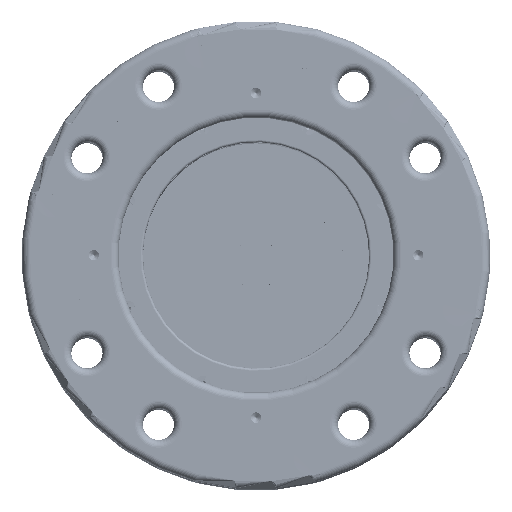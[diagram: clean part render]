
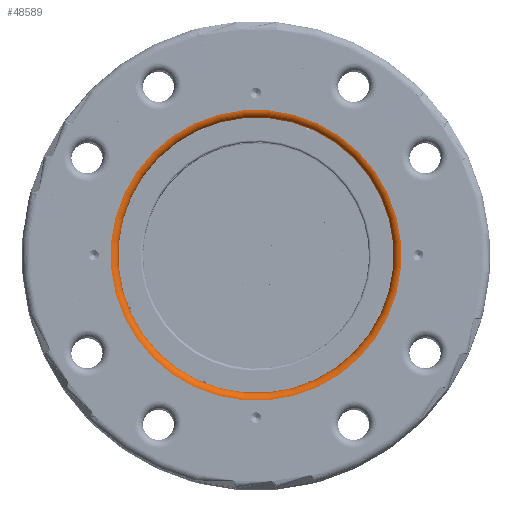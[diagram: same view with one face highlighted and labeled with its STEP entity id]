
A CAD part, top view. The second image highlights one B-rep face of the part: STEP entity #48589.
In plain terms, the highlighted toroidal (fillet/blend) face has major radius 59.175 mm and minor radius 3.175 mm.
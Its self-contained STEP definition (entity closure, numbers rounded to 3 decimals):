
#2478=TOROIDAL_SURFACE('',#51657,59.175,3.175);
#3764=CIRCLE('',#51604,59.175);
#3797=CIRCLE('',#51639,59.175);
#3808=CIRCLE('',#51658,3.175);
#4630=FACE_OUTER_BOUND('',#7253,.T.);
#7253=EDGE_LOOP('',(#35475,#35476,#35477,#35478));
#22808=VERTEX_POINT('',#70047);
#22840=VERTEX_POINT('',#70114);
#27718=EDGE_CURVE('',#22808,#22808,#3764,.T.);
#27751=EDGE_CURVE('',#22840,#22840,#3797,.T.);
#27762=EDGE_CURVE('',#22808,#22840,#3808,.T.);
#35475=ORIENTED_EDGE('',*,*,#27718,.T.);
#35476=ORIENTED_EDGE('',*,*,#27762,.T.);
#35477=ORIENTED_EDGE('',*,*,#27751,.T.);
#35478=ORIENTED_EDGE('',*,*,#27762,.F.);
#48589=ADVANCED_FACE('',(#4630),#2478,.T.);
#51604=AXIS2_PLACEMENT_3D('',#70048,#55988,#55989);
#51639=AXIS2_PLACEMENT_3D('',#70115,#56058,#56059);
#51657=AXIS2_PLACEMENT_3D('',#70136,#56094,#56095);
#51658=AXIS2_PLACEMENT_3D('',#70137,#56096,#56097);
#55988=DIRECTION('center_axis',(0.,0.,
1.));
#55989=DIRECTION('ref_axis',(0.814,-0.581,0.));
#56058=DIRECTION('center_axis',(0.,0.,-1.));
#56059=DIRECTION('ref_axis',(0.814,0.581,0.));
#56094=DIRECTION('center_axis',(0.,0.,
-1.));
#56095=DIRECTION('ref_axis',(-1.,0.,0.));
#56096=DIRECTION('center_axis',(0.,-1.,0.));
#56097=DIRECTION('ref_axis',(1.,0.,0.));
#70047=CARTESIAN_POINT('',(59.175,0.,6.35));
#70048=CARTESIAN_POINT('Origin',(0.,0.,
6.35));
#70114=CARTESIAN_POINT('',(59.175,0.,0.));
#70115=CARTESIAN_POINT('Origin',(0.,0.,
0.));
#70136=CARTESIAN_POINT('Origin',(0.,0.,3.175));
#70137=CARTESIAN_POINT('Origin',(59.175,0.,3.175));
